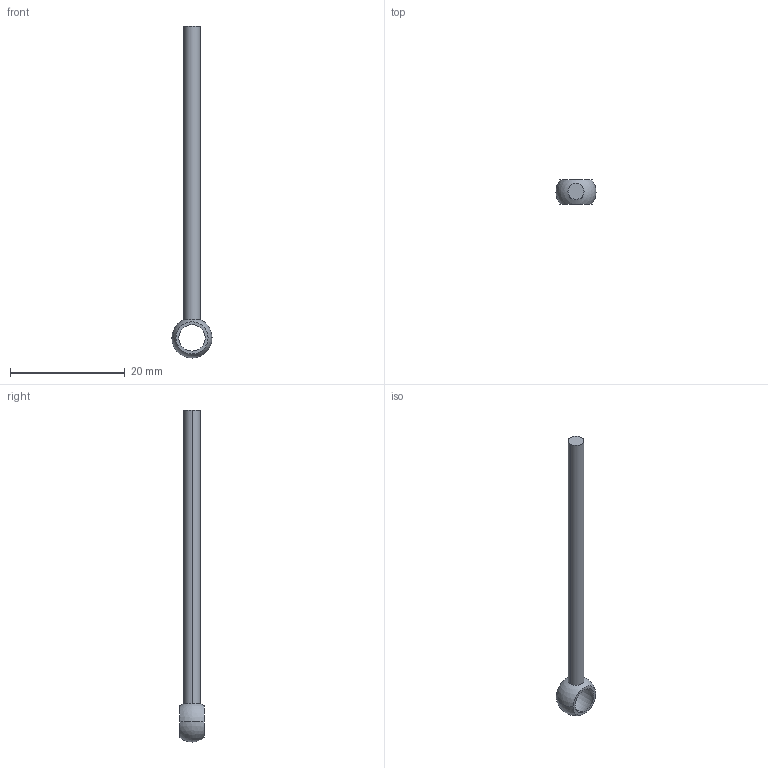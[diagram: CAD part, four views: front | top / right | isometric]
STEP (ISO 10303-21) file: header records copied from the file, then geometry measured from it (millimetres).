
FILE_DESCRIPTION (( 'STEP AP203' ), '1' );
FILE_NAME ('Part2_Varsayilan_sldprt.STEP', '2023-08-21T18:00:48', ( '' ), ( '' ), 'SwSTEP 2.0', 'SolidWorks 2023', '' );
FILE_SCHEMA (( 'CONFIG_CONTROL_DESIGN' ));
Length unit declared in the file: millimetre
Products named in the file (1): Part2_Varsayilan_sldprt
Bounding box: 7 x 4.2 x 57.9 mm (x, y, z)
Volume: 354.8 mm3; surface area: 636.6 mm2
Topology: 1 solids, 1 shells, 9 faces, 22 edges, 14 vertices
Faces by surface type: plane 3, cylinder 2, sphere 2, torus 2
Entity records: 329 total; most frequent: DIRECTION 54, CARTESIAN_POINT 40, ORIENTED_EDGE 36, AXIS2_PLACEMENT_3D 26, EDGE_CURVE 18, CIRCLE 16, EDGE_LOOP 12, VERTEX_POINT 12
